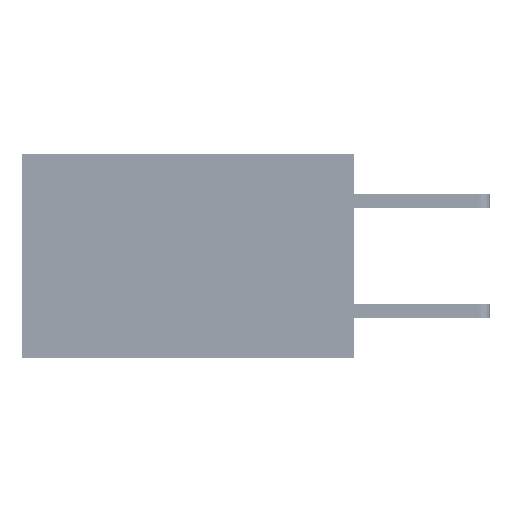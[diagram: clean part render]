
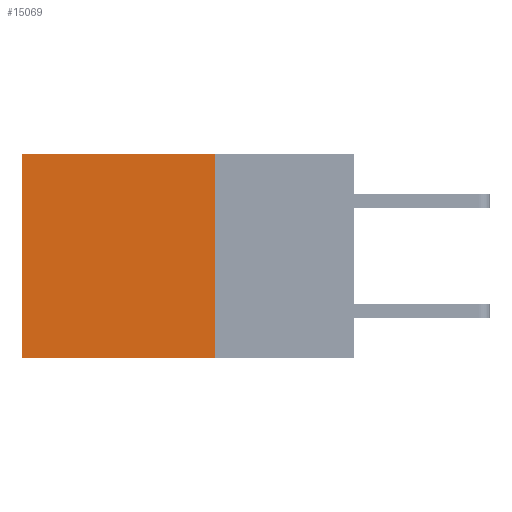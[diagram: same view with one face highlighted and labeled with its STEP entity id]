
A CAD part, left-side view. The second image highlights one B-rep face of the part: STEP entity #15069.
In plain terms, the highlighted planar face has unit normal (-1, 0, 0).
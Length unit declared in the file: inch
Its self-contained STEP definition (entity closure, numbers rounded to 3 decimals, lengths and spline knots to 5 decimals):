
#429 = ORIENTED_EDGE ( 'NONE', *, *, #19031, .T. ) ;
#1137 = CARTESIAN_POINT ( 'NONE',  ( 0.2875, 0.25, -0.37 ) ) ;
#1286 = DIRECTION ( 'NONE',  ( 0., 0., -1. ) ) ;
#5112 = EDGE_CURVE ( 'NONE', #5463, #12436, #33724, .T. ) ;
#5390 = ORIENTED_EDGE ( 'NONE', *, *, #5112, .F. ) ;
#5463 = VERTEX_POINT ( 'NONE', #34158 ) ;
#5696 = VERTEX_POINT ( 'NONE', #10213 ) ;
#6142 = LINE ( 'NONE', #29029, #15099 ) ;
#6319 = VECTOR ( 'NONE', #1286, 39.37008 ) ;
#6631 = DIRECTION ( 'NONE',  ( 0., 0., -1. ) ) ;
#8793 = VECTOR ( 'NONE', #13861, 39.37008 ) ;
#9424 = VECTOR ( 'NONE', #17138, 39.37008 ) ;
#10213 = CARTESIAN_POINT ( 'NONE',  ( 0.2875, 0.6, 0. ) ) ;
#11450 = AXIS2_PLACEMENT_3D ( 'NONE', #14453, #18282, #30798 ) ;
#12436 = VERTEX_POINT ( 'NONE', #1137 ) ;
#13031 = ORIENTED_EDGE ( 'NONE', *, *, #23556, .T. ) ;
#13861 = DIRECTION ( 'NONE',  ( 0., 1., 0. ) ) ;
#14110 = ORIENTED_EDGE ( 'NONE', *, *, #25672, .F. ) ;
#14453 = CARTESIAN_POINT ( 'NONE',  ( 0.2875, 0.25, 0. ) ) ;
#15069 = ADVANCED_FACE ( 'NONE', ( #23746 ), #27049, .F. ) ;
#15099 = VECTOR ( 'NONE', #6631, 39.37008 ) ;
#17138 = DIRECTION ( 'NONE',  ( 0., 1., 0. ) ) ;
#17859 = LINE ( 'NONE', #26692, #9424 ) ;
#18282 = DIRECTION ( 'NONE',  ( 1., 0., 0. ) ) ;
#19031 = EDGE_CURVE ( 'NONE', #5696, #31011, #6142, .T. ) ;
#23556 = EDGE_CURVE ( 'NONE', #5463, #5696, #29716, .T. ) ;
#23746 = FACE_OUTER_BOUND ( 'NONE', #24103, .T. ) ;
#24103 = EDGE_LOOP ( 'NONE', ( #429, #14110, #5390, #13031 ) ) ;
#25672 = EDGE_CURVE ( 'NONE', #12436, #31011, #17859, .T. ) ;
#25740 = CARTESIAN_POINT ( 'NONE',  ( 0.2875, 0.6, -0.37 ) ) ;
#26692 = CARTESIAN_POINT ( 'NONE',  ( 0.2875, 0.25, -0.37 ) ) ;
#27049 = PLANE ( 'NONE',  #11450 ) ;
#29029 = CARTESIAN_POINT ( 'NONE',  ( 0.2875, 0.6, 0. ) ) ;
#29716 = LINE ( 'NONE', #33294, #8793 ) ;
#29833 = CARTESIAN_POINT ( 'NONE',  ( 0.2875, 0.25, 0. ) ) ;
#30798 = DIRECTION ( 'NONE',  ( 0., 0., -1. ) ) ;
#31011 = VERTEX_POINT ( 'NONE', #25740 ) ;
#33294 = CARTESIAN_POINT ( 'NONE',  ( 0.2875, 0.25, 0. ) ) ;
#33724 = LINE ( 'NONE', #29833, #6319 ) ;
#34158 = CARTESIAN_POINT ( 'NONE',  ( 0.2875, 0.25, 0. ) ) ;
